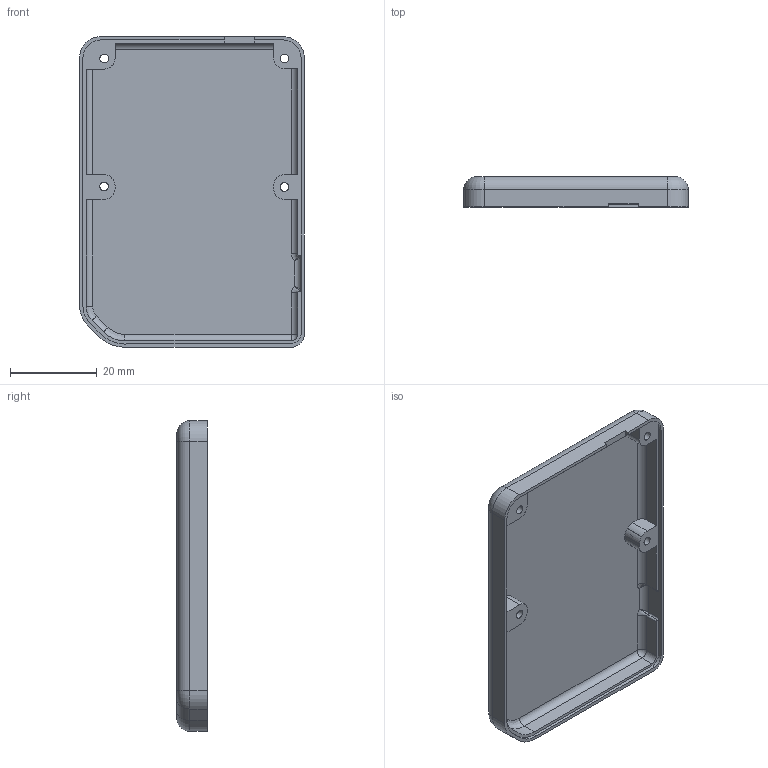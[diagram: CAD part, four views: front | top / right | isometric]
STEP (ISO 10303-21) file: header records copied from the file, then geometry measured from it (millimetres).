
FILE_DESCRIPTION(('HOOPS Exchange Step'),'2;1');
FILE_NAME('temp_export','2024-09-23T18:50:40+01:00',('mobile'),('Shapr3D Limited'),'HOOPS Exchange 2024.2','Shapr3D','Authorized');
FILE_SCHEMA( ('AP242_MANAGED_MODEL_BASED_3D_ENGINEERING_MIM_LF {1 0 10303 442 1 1 4 }') );
Length unit declared in the file: millimetre
Products named in the file (2): CAD; root
Assembly tree (1 placements, depth 2):
  root
    CAD
Bounding box: 51.7 x 6.99 x 71.5 mm (x, y, z)
Volume: 7301.9 mm3; surface area: 10295.3 mm2
Topology: 1 solids, 1 shells, 379 faces, 1018 edges, 670 vertices
Faces by surface type: plane 230, bspline 89, cylinder 52, torus 6, sphere 2
Full cylindrical faces by diameter (mm): 2 x8
Entity records: 16797 total; most frequent: CARTESIAN_POINT 7692, ORIENTED_EDGE 2028, DIRECTION 1550, EDGE_CURVE 1014, VECTOR 714, LINE 714, VERTEX_POINT 670, EDGE_LOOP 428
